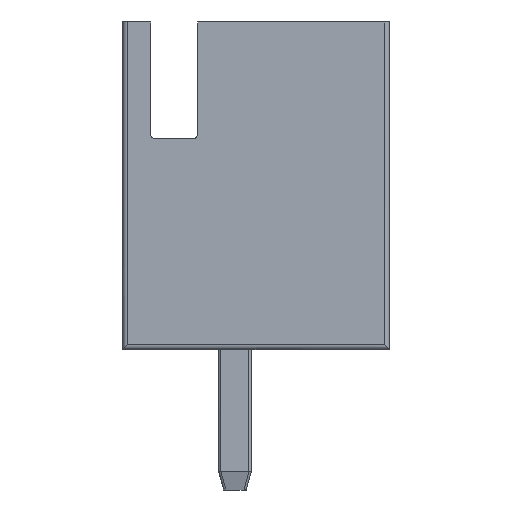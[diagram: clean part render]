
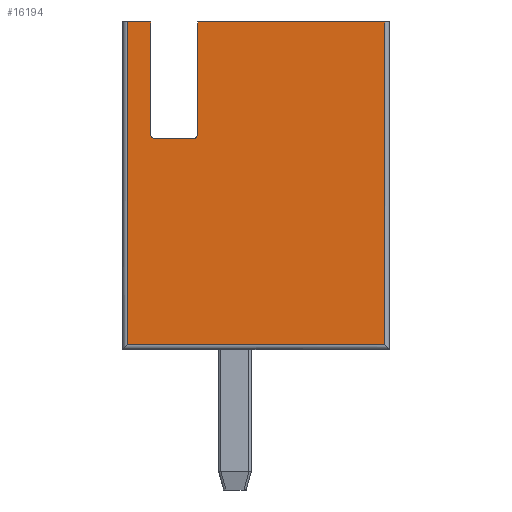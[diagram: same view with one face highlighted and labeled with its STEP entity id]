
A CAD part, left-side view. The second image highlights one B-rep face of the part: STEP entity #16194.
In plain terms, the highlighted planar face has unit normal (-1, 0, 0).
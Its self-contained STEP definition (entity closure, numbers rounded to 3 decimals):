
#20 = CARTESIAN_POINT ( 'NONE',  ( -2.5, 0.8, 4.6 ) ) ;
#176 = CARTESIAN_POINT ( 'NONE',  ( -2.5, 0.8, 7. ) ) ;
#967 = AXIS2_PLACEMENT_3D ( 'NONE', #16446, #16324, #18705 ) ;
#1055 = LINE ( 'NONE', #19460, #15908 ) ;
#1134 = ORIENTED_EDGE ( 'NONE', *, *, #22934, .F. ) ;
#2691 = DIRECTION ( 'NONE',  ( 0., 1., 0. ) ) ;
#2790 = CARTESIAN_POINT ( 'NONE',  ( -2.5, 0.8, 7. ) ) ;
#3888 = DIRECTION ( 'NONE',  ( 1., 0., 0. ) ) ;
#3939 = CARTESIAN_POINT ( 'NONE',  ( -2.5, 2.3, 0.1 ) ) ;
#4105 = DIRECTION ( 'NONE',  ( 0., -1., 0. ) ) ;
#4153 = DIRECTION ( 'NONE',  ( 1., 0., 0. ) ) ;
#4171 = VECTOR ( 'NONE', #21597, 1000. ) ;
#4485 = CARTESIAN_POINT ( 'NONE',  ( -2.5, -3.2, 7. ) ) ;
#4818 = VERTEX_POINT ( 'NONE', #12996 ) ;
#5006 = VERTEX_POINT ( 'NONE', #7191 ) ;
#5098 = CARTESIAN_POINT ( 'NONE',  ( -2.5, 1.8, 7. ) ) ;
#5221 = CARTESIAN_POINT ( 'NONE',  ( -2.5, 2.3, 7. ) ) ;
#5375 = VECTOR ( 'NONE', #8591, 1000. ) ;
#5451 = DIRECTION ( 'NONE',  ( 0., 1., 0. ) ) ;
#6027 = VECTOR ( 'NONE', #15854, 1000. ) ;
#6119 = VERTEX_POINT ( 'NONE', #13570 ) ;
#6262 = CARTESIAN_POINT ( 'NONE',  ( -2.5, 1.8, 4.5 ) ) ;
#6385 = ORIENTED_EDGE ( 'NONE', *, *, #6549, .T. ) ;
#6398 = CARTESIAN_POINT ( 'NONE',  ( -2.5, 2.4, 7. ) ) ;
#6549 = EDGE_CURVE ( 'NONE', #8553, #6979, #18014, .T. ) ;
#6869 = CARTESIAN_POINT ( 'NONE',  ( -2.5, 0.9, 4.5 ) ) ;
#6979 = VERTEX_POINT ( 'NONE', #6869 ) ;
#7191 = CARTESIAN_POINT ( 'NONE',  ( -2.5, 1.7, 4.5 ) ) ;
#7969 = VECTOR ( 'NONE', #14490, 1000. ) ;
#8381 = LINE ( 'NONE', #22842, #6027 ) ;
#8513 = EDGE_CURVE ( 'NONE', #6119, #4818, #19515, .T. ) ;
#8553 = VERTEX_POINT ( 'NONE', #20 ) ;
#8591 = DIRECTION ( 'NONE',  ( 0., 0., -1. ) ) ;
#8607 = CARTESIAN_POINT ( 'NONE',  ( -2.5, -3.2, 0.1 ) ) ;
#8866 = CARTESIAN_POINT ( 'NONE',  ( -2.5, 2.4, 0.1 ) ) ;
#8870 = ORIENTED_EDGE ( 'NONE', *, *, #13900, .F. ) ;
#9549 = DIRECTION ( 'NONE',  ( 0., 0., 1. ) ) ;
#9627 = ORIENTED_EDGE ( 'NONE', *, *, #13666, .T. ) ;
#9921 = VECTOR ( 'NONE', #9549, 1000. ) ;
#10551 = ORIENTED_EDGE ( 'NONE', *, *, #21754, .T. ) ;
#10616 = VECTOR ( 'NONE', #4105, 1000. ) ;
#10781 = ORIENTED_EDGE ( 'NONE', *, *, #23388, .T. ) ;
#12203 = EDGE_CURVE ( 'NONE', #18051, #12357, #8381, .T. ) ;
#12357 = VERTEX_POINT ( 'NONE', #4485 ) ;
#12996 = CARTESIAN_POINT ( 'NONE',  ( -2.5, 1.8, 4.6 ) ) ;
#13042 = CARTESIAN_POINT ( 'NONE',  ( -2.5, -3.2, 7. ) ) ;
#13367 = LINE ( 'NONE', #6262, #10616 ) ;
#13570 = CARTESIAN_POINT ( 'NONE',  ( -2.5, 1.8, 7. ) ) ;
#13666 = EDGE_CURVE ( 'NONE', #16737, #19085, #16205, .T. ) ;
#13751 = FACE_OUTER_BOUND ( 'NONE', #19286, .T. ) ;
#13854 = ORIENTED_EDGE ( 'NONE', *, *, #20344, .F. ) ;
#13900 = EDGE_CURVE ( 'NONE', #8553, #18051, #18701, .T. ) ;
#14017 = AXIS2_PLACEMENT_3D ( 'NONE', #6398, #4153, #2691 ) ;
#14059 = VERTEX_POINT ( 'NONE', #5221 ) ;
#14063 = ORIENTED_EDGE ( 'NONE', *, *, #8513, .F. ) ;
#14477 = CARTESIAN_POINT ( 'NONE',  ( -2.5, 0.9, 4.6 ) ) ;
#14490 = DIRECTION ( 'NONE',  ( 0., 0., 1. ) ) ;
#14624 = CARTESIAN_POINT ( 'NONE',  ( -2.5, 2.3, 7. ) ) ;
#14758 = VECTOR ( 'NONE', #16783, 1000. ) ;
#15854 = DIRECTION ( 'NONE',  ( 0., -1., 0. ) ) ;
#15908 = VECTOR ( 'NONE', #17645, 1000. ) ;
#16194 = ADVANCED_FACE ( 'NONE', ( #13751 ), #20357, .F. ) ;
#16205 = LINE ( 'NONE', #8866, #4171 ) ;
#16324 = DIRECTION ( 'NONE',  ( 1., 0., 0. ) ) ;
#16446 = CARTESIAN_POINT ( 'NONE',  ( -2.5, 1.7, 4.6 ) ) ;
#16737 = VERTEX_POINT ( 'NONE', #3939 ) ;
#16783 = DIRECTION ( 'NONE',  ( 0., 0., -1. ) ) ;
#17100 = CIRCLE ( 'NONE', #967, 0.1 ) ;
#17645 = DIRECTION ( 'NONE',  ( 0., -1., 0. ) ) ;
#18014 = CIRCLE ( 'NONE', #22253, 0.1 ) ;
#18021 = ORIENTED_EDGE ( 'NONE', *, *, #22487, .T. ) ;
#18051 = VERTEX_POINT ( 'NONE', #2790 ) ;
#18579 = LINE ( 'NONE', #14624, #14758 ) ;
#18701 = LINE ( 'NONE', #176, #9921 ) ;
#18705 = DIRECTION ( 'NONE',  ( 0., 1., 0. ) ) ;
#19085 = VERTEX_POINT ( 'NONE', #8607 ) ;
#19286 = EDGE_LOOP ( 'NONE', ( #9627, #10781, #19616, #8870, #6385, #1134, #18021, #14063, #13854, #10551 ) ) ;
#19460 = CARTESIAN_POINT ( 'NONE',  ( -2.5, 2.4, 7. ) ) ;
#19515 = LINE ( 'NONE', #5098, #5375 ) ;
#19616 = ORIENTED_EDGE ( 'NONE', *, *, #12203, .F. ) ;
#20344 = EDGE_CURVE ( 'NONE', #14059, #6119, #1055, .T. ) ;
#20357 = PLANE ( 'NONE',  #14017 ) ;
#21597 = DIRECTION ( 'NONE',  ( 0., -1., 0. ) ) ;
#21754 = EDGE_CURVE ( 'NONE', #14059, #16737, #18579, .T. ) ;
#22182 = LINE ( 'NONE', #13042, #7969 ) ;
#22253 = AXIS2_PLACEMENT_3D ( 'NONE', #14477, #3888, #5451 ) ;
#22487 = EDGE_CURVE ( 'NONE', #5006, #4818, #17100, .T. ) ;
#22842 = CARTESIAN_POINT ( 'NONE',  ( -2.5, 2.4, 7. ) ) ;
#22934 = EDGE_CURVE ( 'NONE', #5006, #6979, #13367, .T. ) ;
#23388 = EDGE_CURVE ( 'NONE', #19085, #12357, #22182, .T. ) ;
